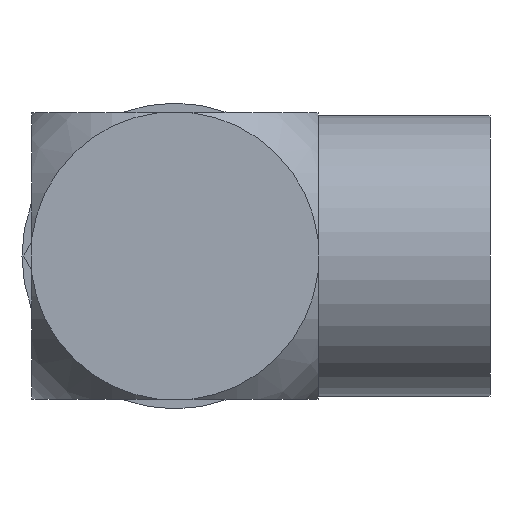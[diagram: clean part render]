
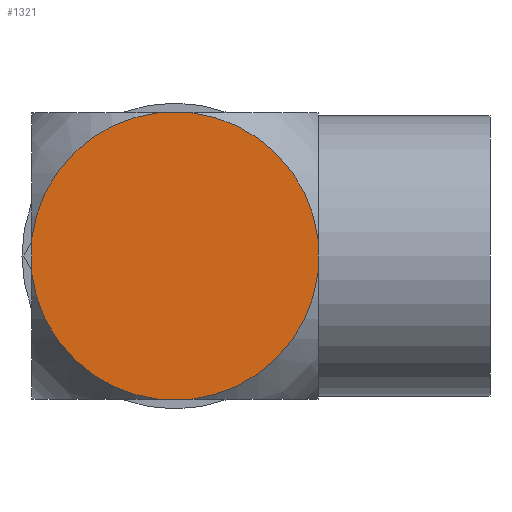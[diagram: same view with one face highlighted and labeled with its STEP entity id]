
A CAD part, front view. The second image highlights one B-rep face of the part: STEP entity #1321.
In plain terms, the highlighted planar face has unit normal (0, -1, 0).
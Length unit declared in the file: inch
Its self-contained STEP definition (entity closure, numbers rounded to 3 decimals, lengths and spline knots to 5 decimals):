
#116=CARTESIAN_POINT('',(0.,0.,0.));
#117=DIRECTION('',(0.,1.,0.));
#118=DIRECTION('',(0.994,0.,-0.112));
#119=AXIS2_PLACEMENT_3D('',#116,#117,#118);
#125=DIRECTION('',(-1.,0.,0.));
#126=VECTOR('',#125,0.08424);
#127=CARTESIAN_POINT('',(0.04212,0.,-0.375));
#128=LINE('',#127,#126);
#132=CARTESIAN_POINT('',(0.,0.,0.));
#133=DIRECTION('',(0.,1.,0.));
#134=DIRECTION('',(-0.112,0.,-0.994));
#135=AXIS2_PLACEMENT_3D('',#132,#133,#134);
#140=DIRECTION('',(0.,0.,1.));
#141=VECTOR('',#140,0.08424);
#142=CARTESIAN_POINT('',(-0.375,0.,-0.04212));
#143=LINE('',#142,#141);
#147=CARTESIAN_POINT('',(0.,0.,0.));
#148=DIRECTION('',(0.,1.,0.));
#149=DIRECTION('',(-0.994,0.,0.112));
#150=AXIS2_PLACEMENT_3D('',#147,#148,#149);
#155=DIRECTION('',(1.,0.,0.));
#156=VECTOR('',#155,0.08424);
#157=CARTESIAN_POINT('',(-0.04212,0.,0.375));
#158=LINE('',#157,#156);
#162=CARTESIAN_POINT('',(0.,0.,0.));
#163=DIRECTION('',(0.,1.,0.));
#164=DIRECTION('',(0.112,0.,0.994));
#165=AXIS2_PLACEMENT_3D('',#162,#163,#164);
#170=DIRECTION('',(0.,0.,-1.));
#171=VECTOR('',#170,0.08424);
#172=CARTESIAN_POINT('',(0.375,0.,0.04212));
#173=LINE('',#172,#171);
#1212=CARTESIAN_POINT('',(0.375,0.,-0.04212));
#1213=CARTESIAN_POINT('',(0.04212,0.,-0.375));
#1214=VERTEX_POINT('',#1212);
#1215=VERTEX_POINT('',#1213);
#1216=CARTESIAN_POINT('',(-0.04212,0.,-0.375));
#1217=CARTESIAN_POINT('',(-0.375,0.,-0.04212));
#1218=VERTEX_POINT('',#1216);
#1219=VERTEX_POINT('',#1217);
#1220=CARTESIAN_POINT('',(-0.375,0.,0.04212));
#1221=CARTESIAN_POINT('',(-0.04212,0.,0.375));
#1222=VERTEX_POINT('',#1220);
#1223=VERTEX_POINT('',#1221);
#1224=CARTESIAN_POINT('',(0.04212,0.,0.375));
#1225=CARTESIAN_POINT('',(0.375,0.,0.04212));
#1226=VERTEX_POINT('',#1224);
#1227=VERTEX_POINT('',#1225);
#1298=CARTESIAN_POINT('',(0.,0.,0.));
#1299=DIRECTION('',(0.,1.,0.));
#1300=DIRECTION('',(1.,0.,0.));
#1301=AXIS2_PLACEMENT_3D('',#1298,#1299,#1300);
#1302=PLANE('',#1301);
#1304=ORIENTED_EDGE('',*,*,#1303,.T.);
#1306=ORIENTED_EDGE('',*,*,#1305,.T.);
#1308=ORIENTED_EDGE('',*,*,#1307,.T.);
#1310=ORIENTED_EDGE('',*,*,#1309,.T.);
#1312=ORIENTED_EDGE('',*,*,#1311,.T.);
#1314=ORIENTED_EDGE('',*,*,#1313,.T.);
#1316=ORIENTED_EDGE('',*,*,#1315,.T.);
#1318=ORIENTED_EDGE('',*,*,#1317,.T.);
#1319=EDGE_LOOP('',(#1304,#1306,#1308,#1310,#1312,#1314,#1316,#1318));
#1320=FACE_OUTER_BOUND('',#1319,.F.);
#1321=ADVANCED_FACE('',(#1320),#1302,.F.);
#120=CIRCLE('',#119,0.37736);
#136=CIRCLE('',#135,0.37736);
#151=CIRCLE('',#150,0.37736);
#166=CIRCLE('',#165,0.37736);
#1303=EDGE_CURVE('',#1214,#1215,#120,.T.);
#1305=EDGE_CURVE('',#1215,#1218,#128,.T.);
#1307=EDGE_CURVE('',#1218,#1219,#136,.T.);
#1309=EDGE_CURVE('',#1219,#1222,#143,.T.);
#1311=EDGE_CURVE('',#1222,#1223,#151,.T.);
#1313=EDGE_CURVE('',#1223,#1226,#158,.T.);
#1315=EDGE_CURVE('',#1226,#1227,#166,.T.);
#1317=EDGE_CURVE('',#1227,#1214,#173,.T.);
